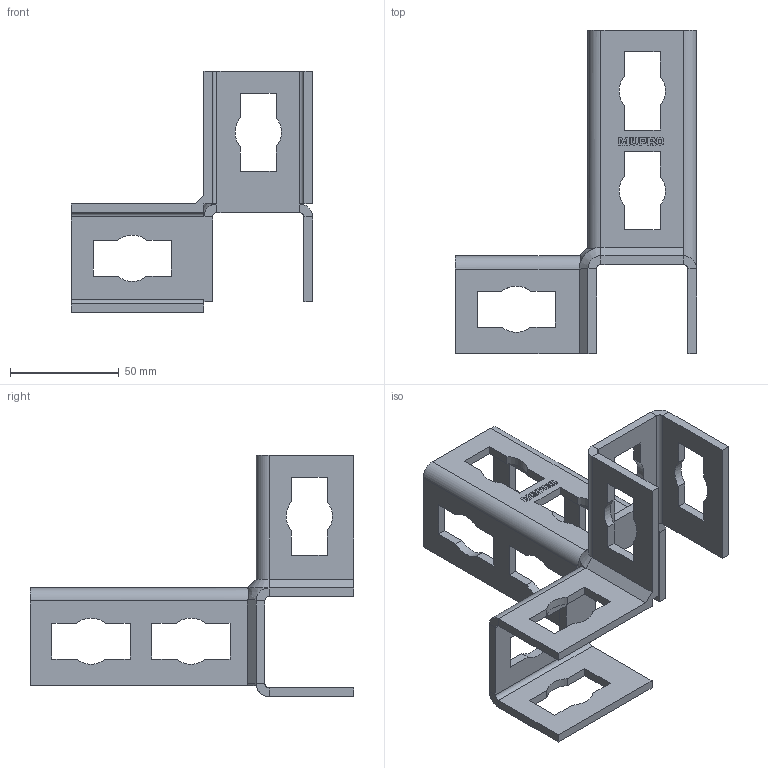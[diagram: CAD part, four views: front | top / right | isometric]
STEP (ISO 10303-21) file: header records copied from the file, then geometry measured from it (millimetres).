
FILE_DESCRIPTION((''),'2;1');
FILE_NAME('152320.stp','2013-04-11T15:20:38',('DMK009'),(''),'Autodesk Inventor 2012','Autodesk Inventor 2012','');
FILE_SCHEMA(('AUTOMOTIVE_DESIGN { 1 0 10303 214 1 1 1 1 }'));
Length unit declared in the file: millimetre
Products named in the file (1): 152320
Bounding box: 111 x 149 x 111 mm (x, y, z)
Volume: 88750.2 mm3; surface area: 53071.6 mm2
Topology: 1 solids, 1 shells, 275 faces, 741 edges, 474 vertices
Faces by surface type: plane 188, cylinder 81, bspline 4, cone 2
Entity records: 9071 total; most frequent: CARTESIAN_POINT 1710, ORIENTED_EDGE 1482, DIRECTION 1445, EDGE_CURVE 741, VECTOR 569, LINE 569, VERTEX_POINT 474, AXIS2_PLACEMENT_3D 438
